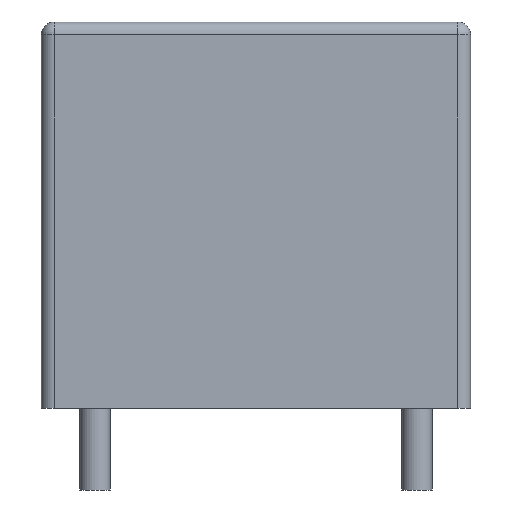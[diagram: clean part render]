
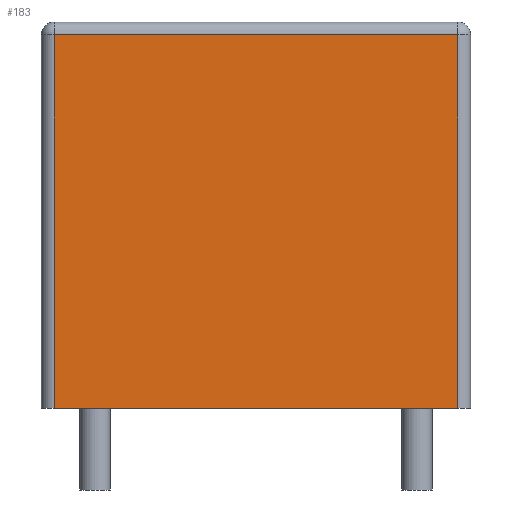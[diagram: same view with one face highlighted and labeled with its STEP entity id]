
A CAD part, front view. The second image highlights one B-rep face of the part: STEP entity #183.
In plain terms, the highlighted planar face has unit normal (0, -1, 0).
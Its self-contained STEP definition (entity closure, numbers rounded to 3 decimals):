
#13=DIRECTION('',(0.,0.,1.));
#27=VECTOR('',#13,1.);
#33=CARTESIAN_POINT('',(-1.25,-1.5,0.));
#35=DIRECTION('',(0.,1.,0.));
#46=DIRECTION('',(1.,0.,0.));
#52=VERTEX_POINT('',#53);
#53=CARTESIAN_POINT('',(-0.95,-1.5,0.));
#59=ORIENTED_EDGE('',*,*,#60,.T.);
#60=EDGE_CURVE('',#52,#61,#63,.T.);
#61=VERTEX_POINT('',#62);
#62=CARTESIAN_POINT('',(-0.95,-1.5,8.7));
#63=LINE('',#53,#27);
#102=EDGE_CURVE('',#52,#103,#105,.T.);
#103=VERTEX_POINT('',#104);
#104=CARTESIAN_POINT('',(8.45,-1.5,0.));
#105=LINE('',#33,#106);
#106=VECTOR('',#46,1.);
#183=ADVANCED_FACE('',(#184),#197,.F.);
#184=FACE_BOUND('',#185,.F.);
#185=EDGE_LOOP('',(#59,#186,#193,#196));
#186=ORIENTED_EDGE('',*,*,#187,.F.);
#187=EDGE_CURVE('',#188,#61,#190,.T.);
#188=VERTEX_POINT('',#189);
#189=CARTESIAN_POINT('',(8.45,-1.5,8.7));
#190=LINE('',#189,#191);
#191=VECTOR('',#192,1.);
#192=DIRECTION('',(-1.,-0.,-0.));
#193=ORIENTED_EDGE('',*,*,#194,.F.);
#194=EDGE_CURVE('',#103,#188,#195,.T.);
#195=LINE('',#104,#27);
#196=ORIENTED_EDGE('',*,*,#102,.F.);
#197=PLANE('',#198);
#198=AXIS2_PLACEMENT_3D('',#33,#35,#13);
